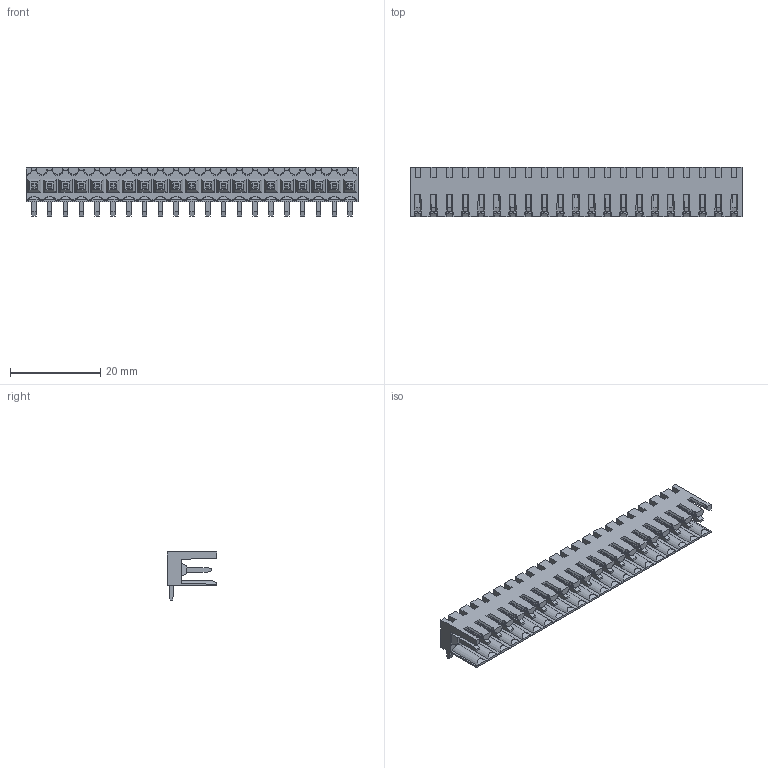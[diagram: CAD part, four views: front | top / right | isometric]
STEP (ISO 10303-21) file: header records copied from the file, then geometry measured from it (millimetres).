
FILE_DESCRIPTION(('CATIA V5 STEP Exchange','CAx-IF Rec.Pracs.--- Model Styling and Organization---1.2---2011-12-15'),'2;1');
FILE_NAME ('D1453605_0_1619030000_1619030000.stp','2018-10-10T04:45:21+00:00',('none'),('Weidmueller'),'CATIA Version 5-6 Release 2014','CATIA V5 STEP AP214','none');
FILE_SCHEMA(('AUTOMOTIVE_DESIGN { 1 0 10303 214 1 1 1 1 }'));
Length unit declared in the file: millimetre
Products named in the file (1): 1619030000
Bounding box: 73.5 x 11.05 x 10.65 mm (x, y, z)
Volume: 2655.4 mm3; surface area: 6305.4 mm2
Topology: 22 solids, 22 shells, 1291 faces, 3815 edges, 2568 vertices
Faces by surface type: plane 1060, cylinder 168, cone 63
Entity records: 40025 total; most frequent: CARTESIAN_POINT 9253, ORIENTED_EDGE 7630, DIRECTION 4444, EDGE_CURVE 3815, VECTOR 2700, LINE 2700, VERTEX_POINT 2568, EDGE_LOOP 1333
